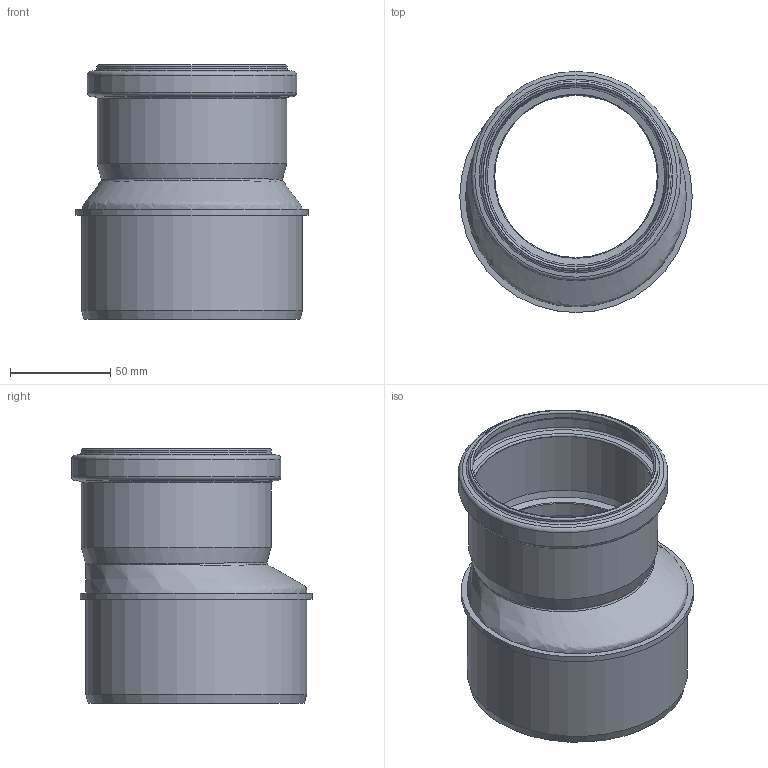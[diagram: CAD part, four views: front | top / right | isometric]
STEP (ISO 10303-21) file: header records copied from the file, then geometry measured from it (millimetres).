
FILE_DESCRIPTION(/* description */ (''),/* implementation_level */ '2;1');
FILE_NAME(/* name */ '335700 SKOLANsafeR Reduktion DN_OD 110_90.stp',/* time_stamp */ '2018-01-09T11:54:12+01:00',/* author */ ('user1'),/* organization */ (''),/* preprocessor_version */ 'ST-DEVELOPER v16.1',/* originating_system */ 'Autodesk Inventor 2016',/* authorisation */ '');
FILE_SCHEMA (('AUTOMOTIVE_DESIGN { 1 0 10303 214 3 1 1 }'));
Length unit declared in the file: millimetre
Products named in the file (1): 335700 SKOLANsafeR Reduktion DN_OD 110_90
Bounding box: 116 x 120.25 x 127 mm (x, y, z)
Volume: 158974.4 mm3; surface area: 90375.3 mm2
Topology: 1 solids, 1 shells, 38 faces, 76 edges, 43 vertices
Faces by surface type: cylinder 11, torus 11, cone 8, plane 5, bspline 3
Full cylindrical faces by diameter (mm): 81.2 x1, 90.5 x1, 90.8 x2, 94.7 x1, 95 x1, 100.3 x1, 101.2 x1, 104.5 x1, 110.2 x1, 116 x1
Entity records: 1420 total; most frequent: CARTESIAN_POINT 733, DIRECTION 150, ORIENTED_EDGE 86, AXIS2_PLACEMENT_3D 75, EDGE_LOOP 73, EDGE_CURVE 43, VERTEX_POINT 40, CIRCLE 39
